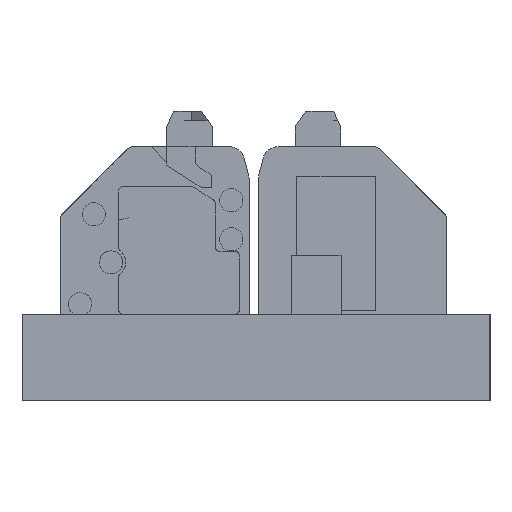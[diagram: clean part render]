
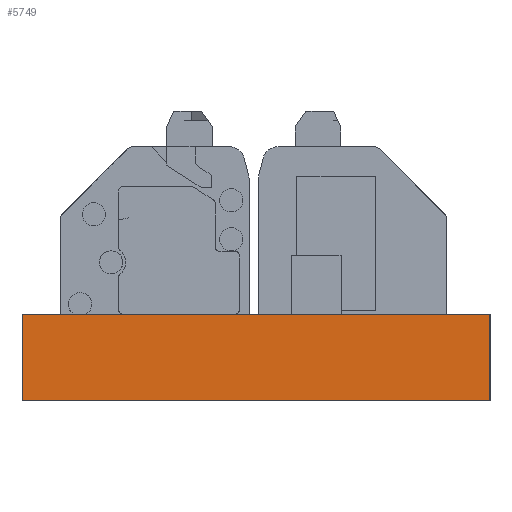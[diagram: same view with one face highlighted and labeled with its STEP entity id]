
A CAD part, left-side view. The second image highlights one B-rep face of the part: STEP entity #5749.
In plain terms, the highlighted planar face has unit normal (-1, 0, 0).
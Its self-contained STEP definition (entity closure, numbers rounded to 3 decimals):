
#5749=ADVANCED_FACE('',(#12769),#9805,.F.);
#9805=PLANE('',#81574);
#12769=FACE_OUTER_BOUND('',#16828,.T.);
#16828=EDGE_LOOP('',(#21876,#21877,#21878,#21879));
#21876=ORIENTED_EDGE('',*,*,#52029,.F.);
#21877=ORIENTED_EDGE('',*,*,#52030,.F.);
#21878=ORIENTED_EDGE('',*,*,#52031,.T.);
#21879=ORIENTED_EDGE('',*,*,#52027,.T.);
#44198=VERTEX_POINT('',#111578);
#44199=VERTEX_POINT('',#111580);
#44200=VERTEX_POINT('',#111584);
#44201=VERTEX_POINT('',#111586);
#52027=EDGE_CURVE('',#44199,#44198,#63458,.T.);
#52029=EDGE_CURVE('',#44200,#44198,#63460,.T.);
#52030=EDGE_CURVE('',#44201,#44200,#63461,.T.);
#52031=EDGE_CURVE('',#44201,#44199,#63462,.T.);
#63458=LINE('',#111579,#72636);
#63460=LINE('',#111583,#72638);
#63461=LINE('',#111585,#72639);
#63462=LINE('',#111587,#72640);
#72636=VECTOR('',#88647,1.);
#72638=VECTOR('',#88651,1.);
#72639=VECTOR('',#88652,1.);
#72640=VECTOR('',#88653,1.);
#81574=AXIS2_PLACEMENT_3D('',#111588,#88654,#88655);
#88647=DIRECTION('',(0.,-1.,0.));
#88651=DIRECTION('',(0.,0.,-1.));
#88652=DIRECTION('',(0.,-1.,0.));
#88653=DIRECTION('',(0.,0.,-1.));
#88654=DIRECTION('',(1.,0.,0.));
#88655=DIRECTION('',(0.,0.,-1.));
#111578=CARTESIAN_POINT('',(438.9,-167.416,-1.1));
#111579=CARTESIAN_POINT('',(438.9,-137.316,-1.1));
#111580=CARTESIAN_POINT('',(438.9,-137.216,-1.1));
#111583=CARTESIAN_POINT('',(438.9,-167.416,4.));
#111584=CARTESIAN_POINT('',(438.9,-167.416,4.5));
#111585=CARTESIAN_POINT('',(438.9,-137.316,4.5));
#111586=CARTESIAN_POINT('',(438.9,-137.216,4.5));
#111587=CARTESIAN_POINT('',(438.9,-137.216,4.));
#111588=CARTESIAN_POINT('',(438.9,-137.316,4.));
